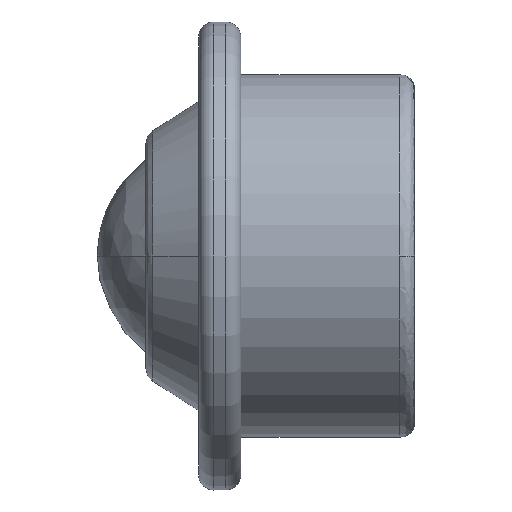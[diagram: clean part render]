
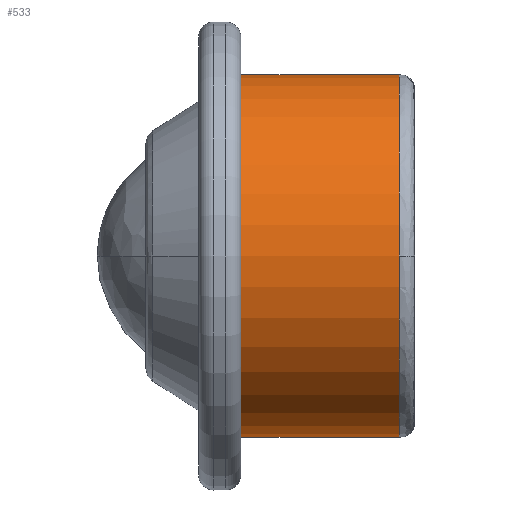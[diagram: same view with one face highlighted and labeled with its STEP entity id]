
A CAD part, left-side view. The second image highlights one B-rep face of the part: STEP entity #533.
In plain terms, the highlighted cylindrical face has radius 12 mm (diameter 24 mm), a partial arc.
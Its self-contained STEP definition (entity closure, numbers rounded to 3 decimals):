
#2 = DIRECTION ( 'NONE',  ( 0., 0., 1. ) ) ;
#33 = AXIS2_PLACEMENT_3D ( 'NONE', #567, #487, #1071 ) ;
#61 = ORIENTED_EDGE ( 'NONE', *, *, #985, .F. ) ;
#68 = ORIENTED_EDGE ( 'NONE', *, *, #739, .T. ) ;
#75 = EDGE_CURVE ( 'NONE', #1014, #423, #803, .T. ) ;
#93 = AXIS2_PLACEMENT_3D ( 'NONE', #278, #871, #214 ) ;
#94 = FACE_OUTER_BOUND ( 'NONE', #445, .T. ) ;
#135 = EDGE_CURVE ( 'NONE', #423, #686, #1029, .T. ) ;
#143 = DIRECTION ( 'NONE',  ( 0., 1., 0. ) ) ;
#169 = DIRECTION ( 'NONE',  ( 0., 1., 0. ) ) ;
#214 = DIRECTION ( 'NONE',  ( 0., 0., -1. ) ) ;
#247 = CARTESIAN_POINT ( 'NONE',  ( 0., -12.063, 12. ) ) ;
#255 = CYLINDRICAL_SURFACE ( 'NONE', #789, 12. ) ;
#278 = CARTESIAN_POINT ( 'NONE',  ( 0., -1.563, 0. ) ) ;
#307 = CARTESIAN_POINT ( 'NONE',  ( 0., -12.063, -12. ) ) ;
#334 = ORIENTED_EDGE ( 'NONE', *, *, #501, .T. ) ;
#371 = CIRCLE ( 'NONE', #93, 12. ) ;
#423 = VERTEX_POINT ( 'NONE', #634 ) ;
#442 = VECTOR ( 'NONE', #169, 1000. ) ;
#445 = EDGE_LOOP ( 'NONE', ( #61, #749, #805, #334, #68 ) ) ;
#479 = CARTESIAN_POINT ( 'NONE',  ( 0., -1.563, -12. ) ) ;
#487 = DIRECTION ( 'NONE',  ( 0., -1., 0. ) ) ;
#501 = EDGE_CURVE ( 'NONE', #1014, #998, #583, .T. ) ;
#533 = ADVANCED_FACE ( 'NONE', ( #94 ), #255, .T. ) ;
#557 = CARTESIAN_POINT ( 'NONE',  ( 0., -1.563, 12. ) ) ;
#561 = VERTEX_POINT ( 'NONE', #479 ) ;
#567 = CARTESIAN_POINT ( 'NONE',  ( 0., -12.063, 0. ) ) ;
#583 = LINE ( 'NONE', #247, #442 ) ;
#603 = CARTESIAN_POINT ( 'NONE',  ( 0., -12.063, -12. ) ) ;
#634 = CARTESIAN_POINT ( 'NONE',  ( -12., -12.063, 0. ) ) ;
#661 = DIRECTION ( 'NONE',  ( 0., -1., 0. ) ) ;
#686 = VERTEX_POINT ( 'NONE', #603 ) ;
#712 = VECTOR ( 'NONE', #143, 1000. ) ;
#739 = EDGE_CURVE ( 'NONE', #998, #561, #371, .T. ) ;
#740 = CARTESIAN_POINT ( 'NONE',  ( 0., -12.063, 0. ) ) ;
#744 = DIRECTION ( 'NONE',  ( 0., 0., -1. ) ) ;
#749 = ORIENTED_EDGE ( 'NONE', *, *, #135, .F. ) ;
#789 = AXIS2_PLACEMENT_3D ( 'NONE', #740, #992, #2 ) ;
#803 = CIRCLE ( 'NONE', #33, 12. ) ;
#805 = ORIENTED_EDGE ( 'NONE', *, *, #75, .F. ) ;
#817 = CARTESIAN_POINT ( 'NONE',  ( 0., -12.063, 0. ) ) ;
#871 = DIRECTION ( 'NONE',  ( 0., -1., 0. ) ) ;
#943 = AXIS2_PLACEMENT_3D ( 'NONE', #817, #661, #744 ) ;
#970 = CARTESIAN_POINT ( 'NONE',  ( 0., -12.063, 12. ) ) ;
#985 = EDGE_CURVE ( 'NONE', #686, #561, #1028, .T. ) ;
#992 = DIRECTION ( 'NONE',  ( 0., 1., 0. ) ) ;
#998 = VERTEX_POINT ( 'NONE', #557 ) ;
#1014 = VERTEX_POINT ( 'NONE', #970 ) ;
#1028 = LINE ( 'NONE', #307, #712 ) ;
#1029 = CIRCLE ( 'NONE', #943, 12. ) ;
#1071 = DIRECTION ( 'NONE',  ( 0., 0., -1. ) ) ;
